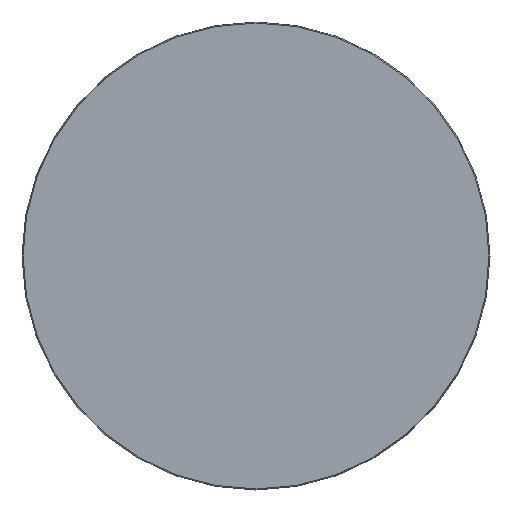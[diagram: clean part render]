
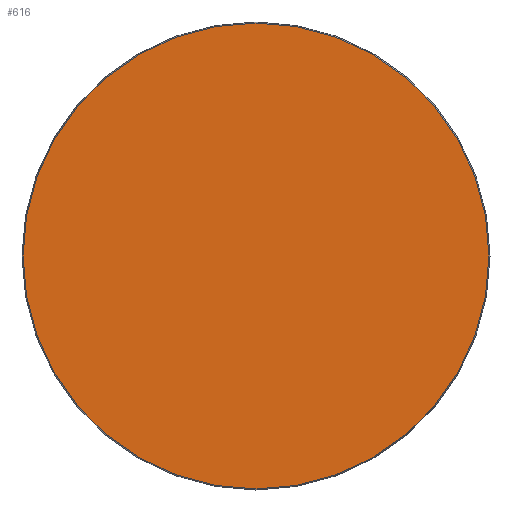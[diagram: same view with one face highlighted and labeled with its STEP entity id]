
A CAD part, front view. The second image highlights one B-rep face of the part: STEP entity #616.
In plain terms, the highlighted planar face has unit normal (0, -1, 0).
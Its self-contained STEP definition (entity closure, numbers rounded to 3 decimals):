
#97=FACE_OUTER_BOUND('',#131,.T.);
#131=EDGE_LOOP('',(#549,#550));
#207=CIRCLE('',#740,22.5);
#208=CIRCLE('',#741,22.5);
#276=VERTEX_POINT('',#1155);
#277=VERTEX_POINT('',#1156);
#366=EDGE_CURVE('',#276,#277,#207,.T.);
#367=EDGE_CURVE('',#277,#276,#208,.T.);
#549=ORIENTED_EDGE('',*,*,#366,.T.);
#550=ORIENTED_EDGE('',*,*,#367,.T.);
#557=PLANE('',#742);
#616=ADVANCED_FACE('',(#97),#557,.T.);
#740=AXIS2_PLACEMENT_3D('',#1157,#964,#965);
#741=AXIS2_PLACEMENT_3D('',#1158,#966,#967);
#742=AXIS2_PLACEMENT_3D('',#1160,#969,#970);
#964=DIRECTION('center_axis',(0.,-1.,0.));
#965=DIRECTION('ref_axis',(1.,0.,0.));
#966=DIRECTION('center_axis',(0.,-1.,0.));
#967=DIRECTION('ref_axis',(1.,0.,0.));
#969=DIRECTION('center_axis',(0.,-1.,0.));
#970=DIRECTION('ref_axis',(0.,0.,-1.));
#1155=CARTESIAN_POINT('',(22.5,0.,0.));
#1156=CARTESIAN_POINT('',(-22.5,0.,0.));
#1157=CARTESIAN_POINT('Origin',(0.,0.,0.));
#1158=CARTESIAN_POINT('Origin',(0.,0.,0.));
#1160=CARTESIAN_POINT('Origin',(11.25,0.,0.));
